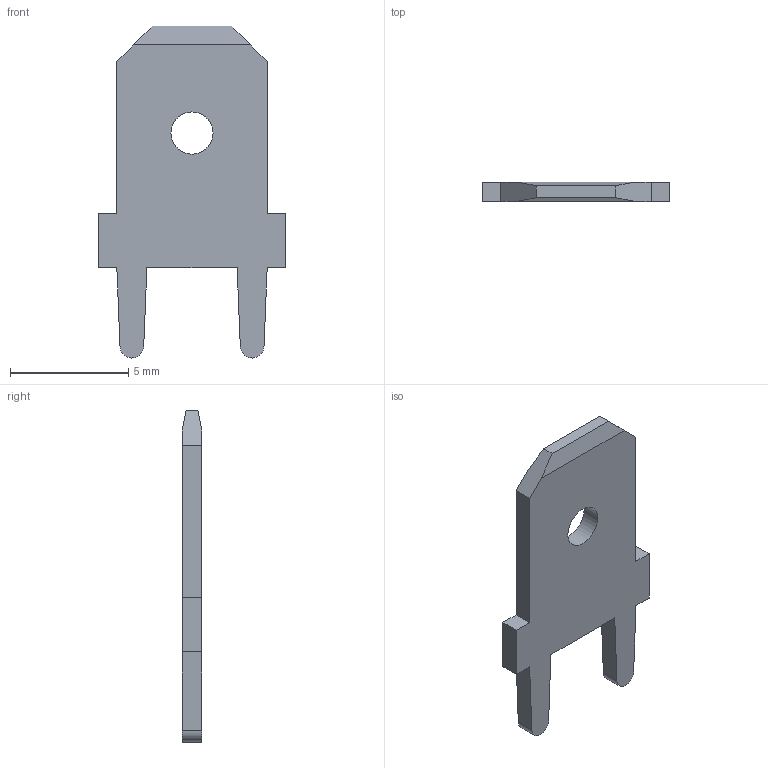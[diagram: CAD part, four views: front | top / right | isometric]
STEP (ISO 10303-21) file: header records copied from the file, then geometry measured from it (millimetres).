
FILE_DESCRIPTION(/* description */ ('Unknown'),/* implementation_level */ '2;1');
FILE_NAME(/* name */ 'A_Wurth_WA-MTAB_7471287',/* time_stamp */ '2026-01-07T15:17:08+08:00',/* author */ ('Unknown'),/* organization */ ('Unknown'),/* preprocessor_version */ 'ST-DEVELOPER v19.4',/* originating_system */ 'Solid Edge',/* authorisation */ 'Unknown');
FILE_SCHEMA (('AUTOMOTIVE_DESIGN {1 0 10303 214 3 1 1}'));
Length unit declared in the file: millimetre
Products named in the file (2): A_Wurth_WA-MTAB_7471287
Assembly tree (1 placements, depth 2):
  A_Wurth_WA-MTAB_7471287
    A_Wurth_WA-MTAB_7471287
Bounding box: 7.92 x 0.81 x 14.02 mm (x, y, z)
Volume: 57.8 mm3; surface area: 186.4 mm2
Topology: 1 solids, 1 shells, 23 faces, 63 edges, 42 vertices
Faces by surface type: plane 20, cylinder 3
Full cylindrical faces by diameter (mm): 1.78 x1
Entity records: 771 total; most frequent: CARTESIAN_POINT 129, ORIENTED_EDGE 124, DIRECTION 118, EDGE_CURVE 62, LINE 56, VECTOR 56, VERTEX_POINT 42, AXIS2_PLACEMENT_3D 31
